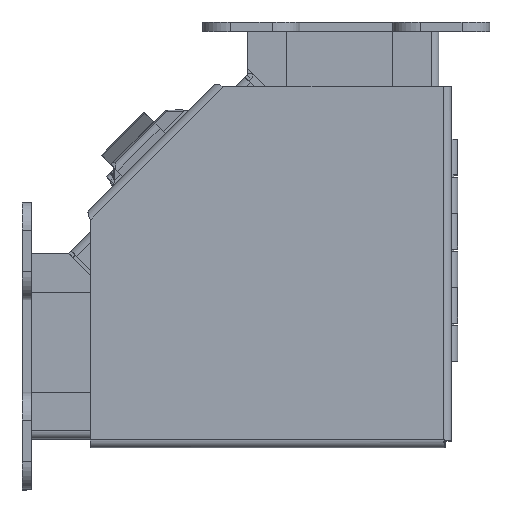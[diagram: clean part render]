
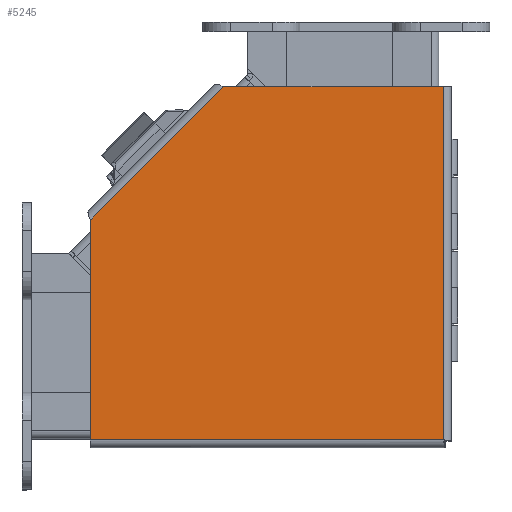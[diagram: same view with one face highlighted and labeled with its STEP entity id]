
A CAD part, top view. The second image highlights one B-rep face of the part: STEP entity #5245.
In plain terms, the highlighted face is planar.
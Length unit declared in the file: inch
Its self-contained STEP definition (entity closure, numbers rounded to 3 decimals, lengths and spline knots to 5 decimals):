
#284=PLANE('',#5583);
#507=FACE_OUTER_BOUND('',#808,.T.);
#808=EDGE_LOOP('',(#3840,#3841,#3842,#3843,#3844));
#1397=LINE('',#8113,#1927);
#1398=LINE('',#8115,#1928);
#1399=LINE('',#8117,#1929);
#1400=LINE('',#8119,#1930);
#1401=LINE('',#8120,#1931);
#1927=VECTOR('',#6331,2.54756);
#1928=VECTOR('',#6332,2.96835);
#1929=VECTOR('',#6333,4.76975);
#1930=VECTOR('',#6334,4.76975);
#1931=VECTOR('',#6335,2.96835);
#2408=VERTEX_POINT('',#8111);
#2409=VERTEX_POINT('',#8112);
#2410=VERTEX_POINT('',#8114);
#2411=VERTEX_POINT('',#8116);
#2412=VERTEX_POINT('',#8118);
#2951=EDGE_CURVE('',#2408,#2409,#1397,.T.);
#2952=EDGE_CURVE('',#2410,#2409,#1398,.T.);
#2953=EDGE_CURVE('',#2410,#2411,#1399,.T.);
#2954=EDGE_CURVE('',#2411,#2412,#1400,.T.);
#2955=EDGE_CURVE('',#2408,#2412,#1401,.T.);
#3840=ORIENTED_EDGE('',*,*,#2951,.T.);
#3841=ORIENTED_EDGE('',*,*,#2952,.F.);
#3842=ORIENTED_EDGE('',*,*,#2953,.T.);
#3843=ORIENTED_EDGE('',*,*,#2954,.T.);
#3844=ORIENTED_EDGE('',*,*,#2955,.F.);
#5245=ADVANCED_FACE('',(#507),#284,.T.);
#5583=AXIS2_PLACEMENT_3D('',#8110,#6329,#6330);
#6329=DIRECTION('center_axis',(-0.242,-0.242,0.94));
#6330=DIRECTION('ref_axis',(0.97,-0.03,0.242));
#6331=DIRECTION('',(0.707,-0.707,0.));
#6332=DIRECTION('',(-0.97,0.03,-0.242));
#6333=DIRECTION('',(-0.03,0.97,0.242));
#6334=DIRECTION('',(-0.97,0.03,-0.242));
#6335=DIRECTION('',(-0.03,0.97,0.242));
#8110=CARTESIAN_POINT('Origin',(-0.57042,-0.57042,1.41875));
#8111=CARTESIAN_POINT('',(-2.91524,-1.11384,0.67542));
#8112=CARTESIAN_POINT('',(-1.11384,-2.91524,0.67542));
#8113=CARTESIAN_POINT('',(-1.56419,-2.46489,0.67542));
#8114=CARTESIAN_POINT('',(1.76501,-3.00474,1.3933));
#8115=CARTESIAN_POINT('',(-2.86092,-2.86092,0.23976));
#8116=CARTESIAN_POINT('',(1.62118,1.62118,2.54684));
#8117=CARTESIAN_POINT('',(1.72826,-1.82274,1.68805));
#8118=CARTESIAN_POINT('',(-3.00474,1.76501,1.3933));
#8119=CARTESIAN_POINT('',(0.49022,1.65634,2.26482));
#8120=CARTESIAN_POINT('',(-3.00792,1.86708,1.41875));
